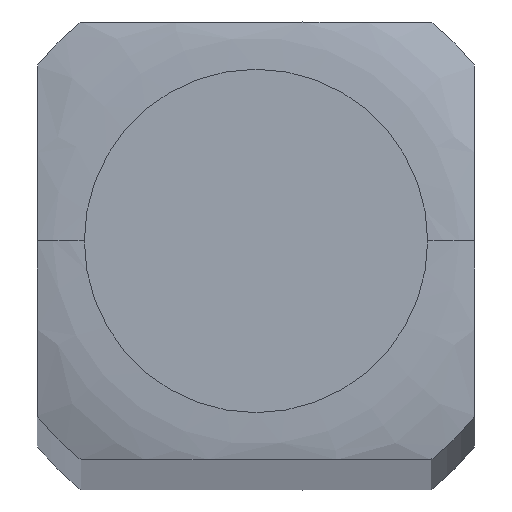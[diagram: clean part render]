
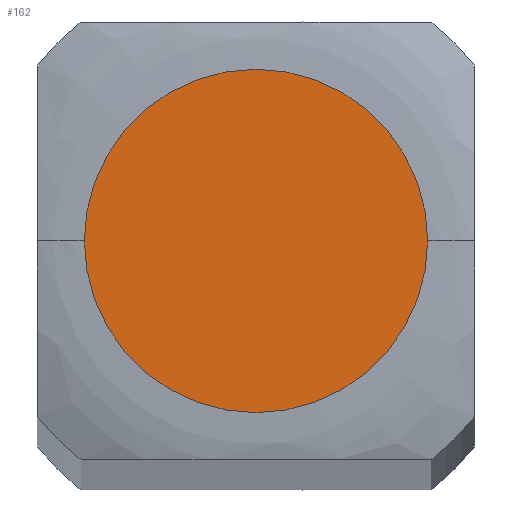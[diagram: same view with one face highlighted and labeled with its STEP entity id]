
A CAD part, top view. The second image highlights one B-rep face of the part: STEP entity #162.
In plain terms, the highlighted planar face has unit normal (0, 0, 1).
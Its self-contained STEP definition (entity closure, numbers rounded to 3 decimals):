
#18 = CARTESIAN_POINT ( 'NONE',  ( -1.245, 0., 62.611 ) ) ;
#72 = VERTEX_POINT ( 'NONE', #18 ) ;
#91 = VERTEX_POINT ( 'NONE', #363 ) ;
#139 = ORIENTED_EDGE ( 'NONE', *, *, #424, .T. ) ;
#156 = ORIENTED_EDGE ( 'NONE', *, *, #413, .T. ) ;
#162 = ADVANCED_FACE ( 'NONE', ( #348 ), #224, .F. ) ;
#164 = CARTESIAN_POINT ( 'NONE',  ( 0., 0., 62.611 ) ) ;
#171 = DIRECTION ( 'NONE',  ( 1., 0., 0. ) ) ;
#224 = PLANE ( 'NONE',  #246 ) ;
#229 = AXIS2_PLACEMENT_3D ( 'NONE', #473, #458, #547 ) ;
#239 = CARTESIAN_POINT ( 'NONE',  ( -1.588, 1.588, 62.611 ) ) ;
#242 = AXIS2_PLACEMENT_3D ( 'NONE', #164, #392, #171 ) ;
#246 = AXIS2_PLACEMENT_3D ( 'NONE', #239, #529, #514 ) ;
#303 = EDGE_LOOP ( 'NONE', ( #139, #156 ) ) ;
#348 = FACE_OUTER_BOUND ( 'NONE', #303, .T. ) ;
#353 = CIRCLE ( 'NONE', #229, 1.245 ) ;
#363 = CARTESIAN_POINT ( 'NONE',  ( 1.245, 0., 62.611 ) ) ;
#392 = DIRECTION ( 'NONE',  ( 0., 0., 1. ) ) ;
#401 = CIRCLE ( 'NONE', #242, 1.245 ) ;
#413 = EDGE_CURVE ( 'NONE', #72, #91, #401, .T. ) ;
#424 = EDGE_CURVE ( 'NONE', #91, #72, #353, .T. ) ;
#458 = DIRECTION ( 'NONE',  ( 0., 0., 1. ) ) ;
#473 = CARTESIAN_POINT ( 'NONE',  ( 0., 0., 62.611 ) ) ;
#514 = DIRECTION ( 'NONE',  ( -1., 0., 0. ) ) ;
#529 = DIRECTION ( 'NONE',  ( 0., 0., -1. ) ) ;
#547 = DIRECTION ( 'NONE',  ( 1., 0., 0. ) ) ;
